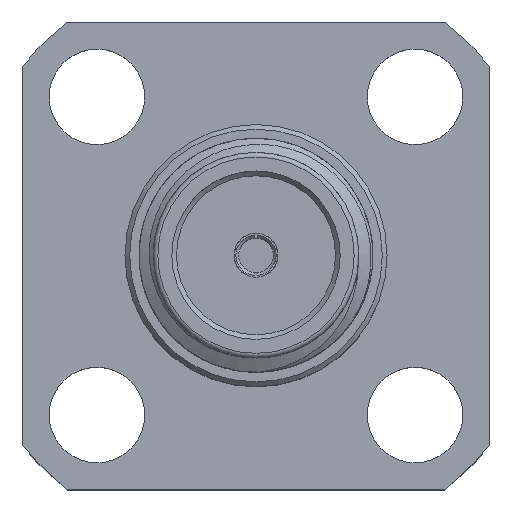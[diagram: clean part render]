
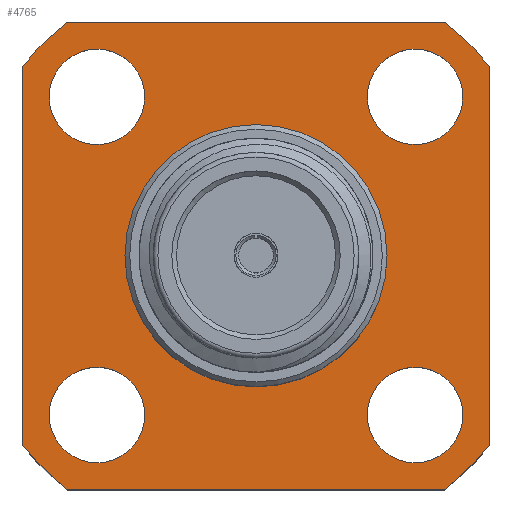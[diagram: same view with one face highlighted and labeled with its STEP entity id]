
A CAD part, top view. The second image highlights one B-rep face of the part: STEP entity #4765.
In plain terms, the highlighted planar face has unit normal (0, 0, 1).
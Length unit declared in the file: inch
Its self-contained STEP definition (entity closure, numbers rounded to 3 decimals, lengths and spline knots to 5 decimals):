
#3 = CARTESIAN_POINT ( 'NONE',  ( 0., 0., 0. ) ) ;
#56 = CARTESIAN_POINT ( 'NONE',  ( -0.25, -0.25, 0. ) ) ;
#128 = VECTOR ( 'NONE', #4892, 39.37008 ) ;
#150 = DIRECTION ( 'NONE',  ( -1., 0., 0. ) ) ;
#152 = DIRECTION ( 'NONE',  ( 0., 0., -1. ) ) ;
#176 = ORIENTED_EDGE ( 'NONE', *, *, #3500, .F. ) ;
#177 = EDGE_CURVE ( 'NONE', #1072, #4248, #1505, .T. ) ;
#224 = DIRECTION ( 'NONE',  ( 0., 0., -1. ) ) ;
#347 = CARTESIAN_POINT ( 'NONE',  ( -0.20188, -0.25, 0. ) ) ;
#355 = EDGE_CURVE ( 'NONE', #5388, #5388, #1301, .T. ) ;
#368 = AXIS2_PLACEMENT_3D ( 'NONE', #412, #855, #466 ) ;
#412 = CARTESIAN_POINT ( 'NONE',  ( 0., 0., 0. ) ) ;
#444 = EDGE_LOOP ( 'NONE', ( #5400 ) ) ;
#466 = DIRECTION ( 'NONE',  ( 1., 0., 0. ) ) ;
#496 = ORIENTED_EDGE ( 'NONE', *, *, #836, .T. ) ;
#741 = FACE_BOUND ( 'NONE', #1797, .T. ) ;
#832 = ORIENTED_EDGE ( 'NONE', *, *, #2187, .F. ) ;
#836 = EDGE_CURVE ( 'NONE', #2760, #2657, #3857, .T. ) ;
#855 = DIRECTION ( 'NONE',  ( 0., 0., 1. ) ) ;
#927 = ORIENTED_EDGE ( 'NONE', *, *, #4149, .T. ) ;
#952 = DIRECTION ( 'NONE',  ( 1., 0., 0. ) ) ;
#973 = CIRCLE ( 'NONE', #4965, 0.32133 ) ;
#990 = VERTEX_POINT ( 'NONE', #5294 ) ;
#1072 = VERTEX_POINT ( 'NONE', #1161 ) ;
#1093 = AXIS2_PLACEMENT_3D ( 'NONE', #2519, #4219, #3324 ) ;
#1161 = CARTESIAN_POINT ( 'NONE',  ( -0.25, 0.20188, 0. ) ) ;
#1234 = VERTEX_POINT ( 'NONE', #2912 ) ;
#1301 = CIRCLE ( 'NONE', #2437, 0.051 ) ;
#1310 = EDGE_LOOP ( 'NONE', ( #2032 ) ) ;
#1385 = CARTESIAN_POINT ( 'NONE',  ( -0.25, 0.25, 0. ) ) ;
#1386 = ORIENTED_EDGE ( 'NONE', *, *, #2312, .F. ) ;
#1442 = DIRECTION ( 'NONE',  ( 1., 0., 0. ) ) ;
#1476 = EDGE_CURVE ( 'NONE', #4317, #3397, #5386, .T. ) ;
#1505 = LINE ( 'NONE', #3187, #128 ) ;
#1527 = AXIS2_PLACEMENT_3D ( 'NONE', #3, #4947, #5450 ) ;
#1658 = CARTESIAN_POINT ( 'NONE',  ( 0.25, -0.20188, 0. ) ) ;
#1708 = DIRECTION ( 'NONE',  ( 0., 0., 1. ) ) ;
#1709 = CARTESIAN_POINT ( 'NONE',  ( 0.17, 0.17, 0. ) ) ;
#1724 = ORIENTED_EDGE ( 'NONE', *, *, #1476, .T. ) ;
#1779 = CARTESIAN_POINT ( 'NONE',  ( 0.221, 0.17, 0. ) ) ;
#1797 = EDGE_LOOP ( 'NONE', ( #832 ) ) ;
#1801 = AXIS2_PLACEMENT_3D ( 'NONE', #1821, #3925, #150 ) ;
#1821 = CARTESIAN_POINT ( 'NONE',  ( 0., 0., 0. ) ) ;
#1823 = PLANE ( 'NONE',  #3908 ) ;
#1877 = ORIENTED_EDGE ( 'NONE', *, *, #177, .T. ) ;
#2029 = DIRECTION ( 'NONE',  ( 1., 0., 0. ) ) ;
#2032 = ORIENTED_EDGE ( 'NONE', *, *, #4294, .F. ) ;
#2070 = CIRCLE ( 'NONE', #1801, 0.32133 ) ;
#2172 = CIRCLE ( 'NONE', #3319, 0.14 ) ;
#2187 = EDGE_CURVE ( 'NONE', #4137, #4137, #4738, .T. ) ;
#2195 = VERTEX_POINT ( 'NONE', #1779 ) ;
#2279 = EDGE_CURVE ( 'NONE', #2918, #990, #2603, .T. ) ;
#2312 = EDGE_CURVE ( 'NONE', #4317, #2657, #2070, .T. ) ;
#2361 = EDGE_LOOP ( 'NONE', ( #176 ) ) ;
#2429 = FACE_BOUND ( 'NONE', #444, .T. ) ;
#2430 = CIRCLE ( 'NONE', #3139, 0.051 ) ;
#2437 = AXIS2_PLACEMENT_3D ( 'NONE', #4575, #5398, #952 ) ;
#2462 = ORIENTED_EDGE ( 'NONE', *, *, #2279, .T. ) ;
#2519 = CARTESIAN_POINT ( 'NONE',  ( 0.17, -0.17, 0. ) ) ;
#2534 = DIRECTION ( 'NONE',  ( -1., 0., 0. ) ) ;
#2603 = LINE ( 'NONE', #1385, #4463 ) ;
#2657 = VERTEX_POINT ( 'NONE', #4238 ) ;
#2760 = VERTEX_POINT ( 'NONE', #347 ) ;
#2777 = CARTESIAN_POINT ( 'NONE',  ( 0.20188, 0.25, 0. ) ) ;
#2844 = FACE_BOUND ( 'NONE', #4636, .T. ) ;
#2912 = CARTESIAN_POINT ( 'NONE',  ( -0.14, 0., 0. ) ) ;
#2918 = VERTEX_POINT ( 'NONE', #2777 ) ;
#2942 = VERTEX_POINT ( 'NONE', #4623 ) ;
#2969 = VECTOR ( 'NONE', #1442, 39.37008 ) ;
#2996 = EDGE_CURVE ( 'NONE', #1072, #990, #973, .T. ) ;
#3139 = AXIS2_PLACEMENT_3D ( 'NONE', #3807, #1708, #5090 ) ;
#3187 = CARTESIAN_POINT ( 'NONE',  ( -0.25, -0.25, 0. ) ) ;
#3188 = CARTESIAN_POINT ( 'NONE',  ( 0.25, -0.25, 0. ) ) ;
#3276 = CARTESIAN_POINT ( 'NONE',  ( 0., 0., 0. ) ) ;
#3318 = FACE_BOUND ( 'NONE', #1310, .T. ) ;
#3319 = AXIS2_PLACEMENT_3D ( 'NONE', #3363, #5063, #2534 ) ;
#3324 = DIRECTION ( 'NONE',  ( 1., 0., 0. ) ) ;
#3363 = CARTESIAN_POINT ( 'NONE',  ( 0., 0., 0. ) ) ;
#3397 = VERTEX_POINT ( 'NONE', #4168 ) ;
#3424 = EDGE_LOOP ( 'NONE', ( #3590, #1877, #4172, #496, #1386, #1724, #927, #2462 ) ) ;
#3458 = DIRECTION ( 'NONE',  ( -1., 0., 0. ) ) ;
#3500 = EDGE_CURVE ( 'NONE', #1234, #1234, #2172, .T. ) ;
#3534 = EDGE_CURVE ( 'NONE', #2942, #2942, #2430, .T. ) ;
#3590 = ORIENTED_EDGE ( 'NONE', *, *, #2996, .F. ) ;
#3612 = DIRECTION ( 'NONE',  ( -1., 0., 0. ) ) ;
#3621 = FACE_BOUND ( 'NONE', #2361, .T. ) ;
#3633 = DIRECTION ( 'NONE',  ( 0., 1., 0. ) ) ;
#3805 = CARTESIAN_POINT ( 'NONE',  ( -0.119, 0.17, 0. ) ) ;
#3807 = CARTESIAN_POINT ( 'NONE',  ( -0.17, -0.17, 0. ) ) ;
#3857 = LINE ( 'NONE', #56, #2969 ) ;
#3908 = AXIS2_PLACEMENT_3D ( 'NONE', #5206, #152, #4826 ) ;
#3925 = DIRECTION ( 'NONE',  ( 0., 0., -1. ) ) ;
#3952 = FACE_OUTER_BOUND ( 'NONE', #3424, .T. ) ;
#4137 = VERTEX_POINT ( 'NONE', #4565 ) ;
#4149 = EDGE_CURVE ( 'NONE', #3397, #2918, #5235, .T. ) ;
#4168 = CARTESIAN_POINT ( 'NONE',  ( 0.25, 0.20188, 0. ) ) ;
#4172 = ORIENTED_EDGE ( 'NONE', *, *, #5452, .F. ) ;
#4184 = CIRCLE ( 'NONE', #1527, 0.32133 ) ;
#4219 = DIRECTION ( 'NONE',  ( 0., 0., 1. ) ) ;
#4238 = CARTESIAN_POINT ( 'NONE',  ( 0.20188, -0.25, 0. ) ) ;
#4248 = VERTEX_POINT ( 'NONE', #5454 ) ;
#4294 = EDGE_CURVE ( 'NONE', #2195, #2195, #4361, .T. ) ;
#4317 = VERTEX_POINT ( 'NONE', #1658 ) ;
#4354 = AXIS2_PLACEMENT_3D ( 'NONE', #1709, #4626, #2029 ) ;
#4361 = CIRCLE ( 'NONE', #4354, 0.051 ) ;
#4463 = VECTOR ( 'NONE', #3458, 39.37008 ) ;
#4565 = CARTESIAN_POINT ( 'NONE',  ( 0.221, -0.17, 0. ) ) ;
#4575 = CARTESIAN_POINT ( 'NONE',  ( -0.17, 0.17, 0. ) ) ;
#4623 = CARTESIAN_POINT ( 'NONE',  ( -0.119, -0.17, 0. ) ) ;
#4626 = DIRECTION ( 'NONE',  ( 0., 0., 1. ) ) ;
#4636 = EDGE_LOOP ( 'NONE', ( #5410 ) ) ;
#4738 = CIRCLE ( 'NONE', #1093, 0.051 ) ;
#4765 = ADVANCED_FACE ( 'NONE', ( #2844, #3318, #741, #2429, #3621, #3952 ), #1823, .F. ) ;
#4826 = DIRECTION ( 'NONE',  ( 0., -1., 0. ) ) ;
#4892 = DIRECTION ( 'NONE',  ( 0., -1., 0. ) ) ;
#4947 = DIRECTION ( 'NONE',  ( 0., 0., -1. ) ) ;
#4965 = AXIS2_PLACEMENT_3D ( 'NONE', #3276, #224, #3612 ) ;
#5063 = DIRECTION ( 'NONE',  ( 0., 0., 1. ) ) ;
#5090 = DIRECTION ( 'NONE',  ( 1., 0., 0. ) ) ;
#5206 = CARTESIAN_POINT ( 'NONE',  ( 0., 0., 0. ) ) ;
#5235 = CIRCLE ( 'NONE', #368, 0.32133 ) ;
#5257 = VECTOR ( 'NONE', #3633, 39.37008 ) ;
#5294 = CARTESIAN_POINT ( 'NONE',  ( -0.20188, 0.25, 0. ) ) ;
#5386 = LINE ( 'NONE', #3188, #5257 ) ;
#5388 = VERTEX_POINT ( 'NONE', #3805 ) ;
#5398 = DIRECTION ( 'NONE',  ( 0., 0., 1. ) ) ;
#5400 = ORIENTED_EDGE ( 'NONE', *, *, #3534, .F. ) ;
#5410 = ORIENTED_EDGE ( 'NONE', *, *, #355, .F. ) ;
#5450 = DIRECTION ( 'NONE',  ( -1., 0., 0. ) ) ;
#5452 = EDGE_CURVE ( 'NONE', #2760, #4248, #4184, .T. ) ;
#5454 = CARTESIAN_POINT ( 'NONE',  ( -0.25, -0.20188, 0. ) ) ;
